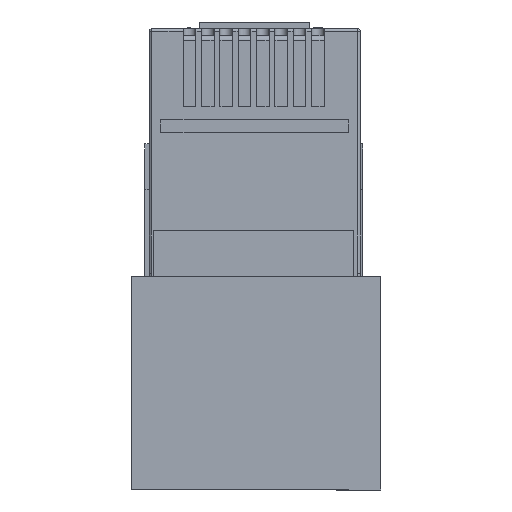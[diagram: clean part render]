
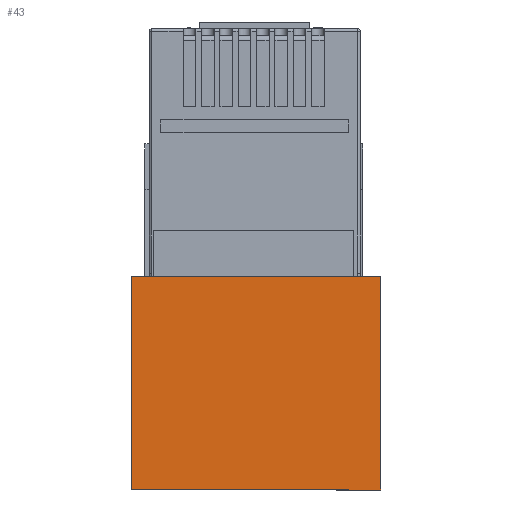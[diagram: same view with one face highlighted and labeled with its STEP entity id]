
A CAD part, front view. The second image highlights one B-rep face of the part: STEP entity #43.
In plain terms, the highlighted planar face has unit normal (0, -1, 0).
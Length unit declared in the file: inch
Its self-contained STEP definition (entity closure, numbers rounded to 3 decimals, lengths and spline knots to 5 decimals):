
#29 = EDGE_CURVE ( 'NONE', #12144, #44, #3844, .T. ) ;
#38 = EDGE_LOOP ( 'NONE', ( #12078, #12088, #12014, #12108 ) ) ;
#43 = ADVANCED_FACE ( 'NONE', ( #3886 ), #3885, .T. ) ;
#44 = VERTEX_POINT ( 'NONE', #3880 ) ;
#3841 = DIRECTION ( 'NONE',  ( -1., 0., 0. ) ) ;
#3842 = VECTOR ( 'NONE', #3841, 39.37008 ) ;
#3843 = CARTESIAN_POINT ( 'NONE',  ( -0.2725, -0.181, -0.2325 ) ) ;
#3844 = LINE ( 'NONE', #3843, #3842 ) ;
#3880 = CARTESIAN_POINT ( 'NONE',  ( -0.2725, -0.181, -0.2325 ) ) ;
#3881 = DIRECTION ( 'NONE',  ( 0., 0., -1. ) ) ;
#3882 = DIRECTION ( 'NONE',  ( 0., -1., 0. ) ) ;
#3883 = CARTESIAN_POINT ( 'NONE',  ( -0.2725, -0.181, -0.2325 ) ) ;
#3884 = AXIS2_PLACEMENT_3D ( 'NONE', #3883, #3882, #3881 ) ;
#3885 = PLANE ( 'NONE',  #3884 ) ;
#3886 = FACE_OUTER_BOUND ( 'NONE', #38, .T. ) ;
#11179 = DIRECTION ( 'NONE',  ( 0., 0., 1. ) ) ;
#11180 = VECTOR ( 'NONE', #11179, 39.37008 ) ;
#11181 = CARTESIAN_POINT ( 'NONE',  ( -0.2725, -0.181, 0.2325 ) ) ;
#11182 = LINE ( 'NONE', #11181, #11180 ) ;
#11187 = CARTESIAN_POINT ( 'NONE',  ( 0.2725, -0.181, 0.2325 ) ) ;
#11188 = DIRECTION ( 'NONE',  ( 1., 0., 0. ) ) ;
#11189 = VECTOR ( 'NONE', #11188, 39.37008 ) ;
#11190 = CARTESIAN_POINT ( 'NONE',  ( -0.2725, -0.181, 0.2325 ) ) ;
#11191 = LINE ( 'NONE', #11190, #11189 ) ;
#11192 = CARTESIAN_POINT ( 'NONE',  ( -0.2725, -0.181, 0.2325 ) ) ;
#11260 = LINE ( 'NONE', #11322, #11321 ) ;
#11310 = CARTESIAN_POINT ( 'NONE',  ( 0.2725, -0.181, -0.2325 ) ) ;
#11320 = DIRECTION ( 'NONE',  ( 0., 0., -1. ) ) ;
#11321 = VECTOR ( 'NONE', #11320, 39.37008 ) ;
#11322 = CARTESIAN_POINT ( 'NONE',  ( 0.2725, -0.181, 0.2325 ) ) ;
#12014 = ORIENTED_EDGE ( 'NONE', *, *, #12134, .F. ) ;
#12028 = VERTEX_POINT ( 'NONE', #11192 ) ;
#12029 = EDGE_CURVE ( 'NONE', #12028, #12030, #11191, .T. ) ;
#12030 = VERTEX_POINT ( 'NONE', #11187 ) ;
#12033 = EDGE_CURVE ( 'NONE', #44, #12028, #11182, .T. ) ;
#12078 = ORIENTED_EDGE ( 'NONE', *, *, #12033, .F. ) ;
#12088 = ORIENTED_EDGE ( 'NONE', *, *, #29, .F. ) ;
#12108 = ORIENTED_EDGE ( 'NONE', *, *, #12029, .F. ) ;
#12134 = EDGE_CURVE ( 'NONE', #12030, #12144, #11260, .T. ) ;
#12144 = VERTEX_POINT ( 'NONE', #11310 ) ;
